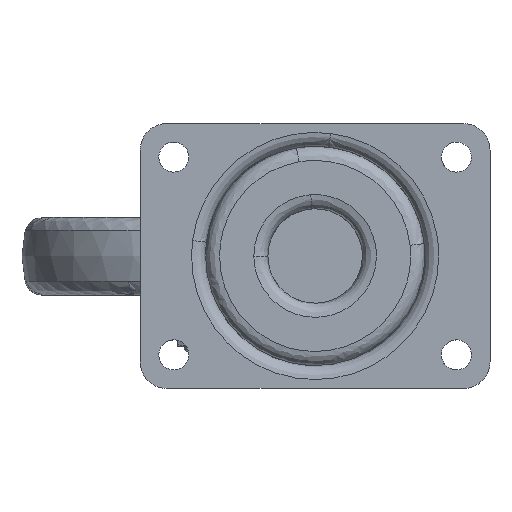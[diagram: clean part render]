
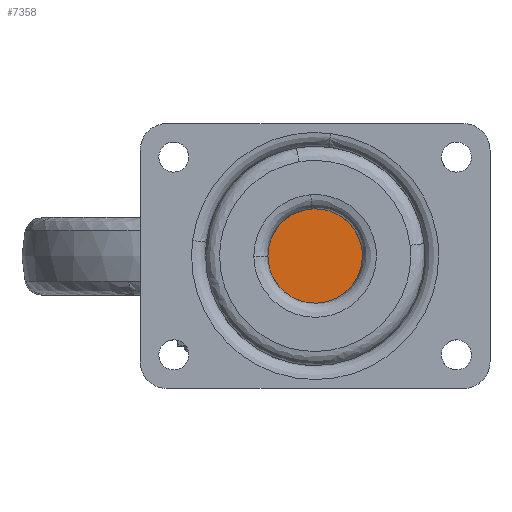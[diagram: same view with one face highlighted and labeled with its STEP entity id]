
A CAD part, top view. The second image highlights one B-rep face of the part: STEP entity #7358.
In plain terms, the highlighted free-form (B-spline) face has degree [1, 1] with [2, 2] control points.
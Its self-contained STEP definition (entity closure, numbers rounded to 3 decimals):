
#6661=CARTESIAN_POINT('',(-8.621,-10.193,0.));
#6662=VERTEX_POINT('',#6661);
#6668=CARTESIAN_POINT('',(-13.35,0.0,0.0));
#6669=VERTEX_POINT('',#6668);
#6670=CARTESIAN_POINT('',(-8.621,-10.193,0.));
#6671=CARTESIAN_POINT('',(-9.775,-9.219,0.));
#6672=CARTESIAN_POINT('',(-11.154,-7.576,0.));
#6673=CARTESIAN_POINT('',(-12.394,-5.082,0.));
#6674=CARTESIAN_POINT('',(-13.135,-2.839,0.));
#6675=CARTESIAN_POINT('',(-13.35,-1.087,0.));
#6676=CARTESIAN_POINT('',(-13.35,0.0,0.0));
#6677=B_SPLINE_CURVE_WITH_KNOTS('',3,(#6670,#6671,#6672,#6673,#6674,#6675,#6676),.UNSPECIFIED.,.F.,.U.,(4,1,1,1,4),(0.,4.531,6.343,8.336,11.599),.UNSPECIFIED.);
#6678=EDGE_CURVE('',#6662,#6669,#6677,.T.);
#6680=CARTESIAN_POINT('',(0.,13.35,0.0));
#6681=VERTEX_POINT('',#6680);
#6682=CARTESIAN_POINT('',(-13.35,0.0,0.0));
#6683=CARTESIAN_POINT('',(-13.351,1.365,0.0));
#6684=CARTESIAN_POINT('',(-13.054,3.276,0.0));
#6685=CARTESIAN_POINT('',(-12.069,5.829,0.0));
#6686=CARTESIAN_POINT('',(-11.086,7.54,0.0));
#6687=CARTESIAN_POINT('',(-9.707,9.241,0.0));
#6688=CARTESIAN_POINT('',(-8.123,10.677,0.0));
#6689=CARTESIAN_POINT('',(-6.225,11.879,0.0));
#6690=CARTESIAN_POINT('',(-3.549,13.007,0.0));
#6691=CARTESIAN_POINT('',(-1.42,13.351,0.0));
#6692=CARTESIAN_POINT('',(0.,13.35,0.0));
#6693=B_SPLINE_CURVE_WITH_KNOTS('',3,(#6682,#6683,#6684,#6685,#6686,#6687,#6688,#6689,#6690,#6691,#6692),.UNSPECIFIED.,.F.,.U.,(4,1,1,1,1,1,1,1,4),(0.,4.096,5.734,8.192,9.994,12.287,14.581,16.711,20.97),.UNSPECIFIED.);
#6694=EDGE_CURVE('',#6669,#6681,#6693,.T.);
#6696=CARTESIAN_POINT('',(13.35,0.0,0.0));
#6697=VERTEX_POINT('',#6696);
#6698=CARTESIAN_POINT('',(0.,13.35,0.0));
#6699=CARTESIAN_POINT('',(1.42,13.351,0.0));
#6700=CARTESIAN_POINT('',(3.44,13.025,0.0));
#6701=CARTESIAN_POINT('',(6.076,11.951,0.0));
#6702=CARTESIAN_POINT('',(8.138,10.698,0.0));
#6703=CARTESIAN_POINT('',(10.352,8.642,0.0));
#6704=CARTESIAN_POINT('',(12.096,5.962,0.0));
#6705=CARTESIAN_POINT('',(13.132,2.949,0.0));
#6706=CARTESIAN_POINT('',(13.35,0.983,0.0));
#6707=CARTESIAN_POINT('',(13.35,0.0,0.0));
#6708=B_SPLINE_CURVE_WITH_KNOTS('',3,(#6698,#6699,#6700,#6701,#6702,#6703,#6704,#6705,#6706,#6707),.UNSPECIFIED.,.F.,.U.,(4,1,1,1,1,1,1,4),(0.,4.26,6.062,8.519,11.468,15.072,18.021,20.97),.UNSPECIFIED.);
#6709=EDGE_CURVE('',#6681,#6697,#6708,.T.);
#6711=CARTESIAN_POINT('',(9.684,-9.19,0.));
#6712=VERTEX_POINT('',#6711);
#6713=CARTESIAN_POINT('',(13.35,0.0,0.0));
#6714=CARTESIAN_POINT('',(13.35,-0.897,0.));
#6715=CARTESIAN_POINT('',(13.158,-2.798,0.));
#6716=CARTESIAN_POINT('',(12.107,-6.031,0.));
#6717=CARTESIAN_POINT('',(10.702,-8.118,0.));
#6718=CARTESIAN_POINT('',(9.684,-9.19,0.));
#6719=B_SPLINE_CURVE_WITH_KNOTS('',3,(#6713,#6714,#6715,#6716,#6717,#6718),.UNSPECIFIED.,.F.,.U.,(4,1,1,4),(0.,2.692,5.701,10.136),.UNSPECIFIED.);
#6720=EDGE_CURVE('',#6697,#6712,#6719,.T.);
#6810=CARTESIAN_POINT('',(0.,-13.35,0.0));
#6811=VERTEX_POINT('',#6810);
#6812=CARTESIAN_POINT('',(9.684,-9.19,0.));
#6813=CARTESIAN_POINT('',(9.101,-9.804,0.));
#6814=CARTESIAN_POINT('',(7.776,-10.958,0.));
#6815=CARTESIAN_POINT('',(5.807,-12.085,0.));
#6816=CARTESIAN_POINT('',(3.216,-13.064,0.));
#6817=CARTESIAN_POINT('',(1.354,-13.351,0.));
#6818=CARTESIAN_POINT('',(0.,-13.35,0.0));
#6819=B_SPLINE_CURVE_WITH_KNOTS('',3,(#6812,#6813,#6814,#6815,#6816,#6817,#6818),.UNSPECIFIED.,.F.,.U.,(4,1,1,1,4),(0.,2.539,5.248,6.772,10.835),.UNSPECIFIED.);
#6820=EDGE_CURVE('',#6712,#6811,#6819,.T.);
#6822=CARTESIAN_POINT('',(0.,-13.35,0.0));
#6823=CARTESIAN_POINT('',(-1.074,-13.35,0.));
#6824=CARTESIAN_POINT('',(-2.977,-13.119,0.));
#6825=CARTESIAN_POINT('',(-5.941,-12.089,0.));
#6826=CARTESIAN_POINT('',(-7.689,-10.982,0.));
#6827=CARTESIAN_POINT('',(-8.621,-10.193,0.));
#6828=B_SPLINE_CURVE_WITH_KNOTS('',3,(#6822,#6823,#6824,#6825,#6826,#6827),.UNSPECIFIED.,.F.,.U.,(4,1,1,4),(0.,3.222,5.711,9.372),.UNSPECIFIED.);
#6829=EDGE_CURVE('',#6811,#6662,#6828,.T.);
#7345=CARTESIAN_POINT('',(-14.684,-14.684,0.0));
#7346=CARTESIAN_POINT('',(14.684,-14.684,0.0));
#7347=CARTESIAN_POINT('',(-14.684,14.684,0.0));
#7348=CARTESIAN_POINT('',(14.684,14.684,0.0));
#7349=B_SPLINE_SURFACE_WITH_KNOTS('',1,1,((#7345,#7347),(#7346,#7348)),.UNSPECIFIED.,.F.,.F.,.U.,(2,2),(2,2),(0.0,29.367),(0.0,29.367),.UNSPECIFIED.);
#7350=ORIENTED_EDGE('',*,*,#6678,.F.);
#7351=ORIENTED_EDGE('',*,*,#6829,.F.);
#7352=ORIENTED_EDGE('',*,*,#6820,.F.);
#7353=ORIENTED_EDGE('',*,*,#6720,.F.);
#7354=ORIENTED_EDGE('',*,*,#6709,.F.);
#7355=ORIENTED_EDGE('',*,*,#6694,.F.);
#7356=EDGE_LOOP('',(#7350,#7351,#7352,#7353,#7354,#7355));
#7357=FACE_OUTER_BOUND('',#7356,.T.);
#7358=ADVANCED_FACE('',(#7357),#7349,.T.);
